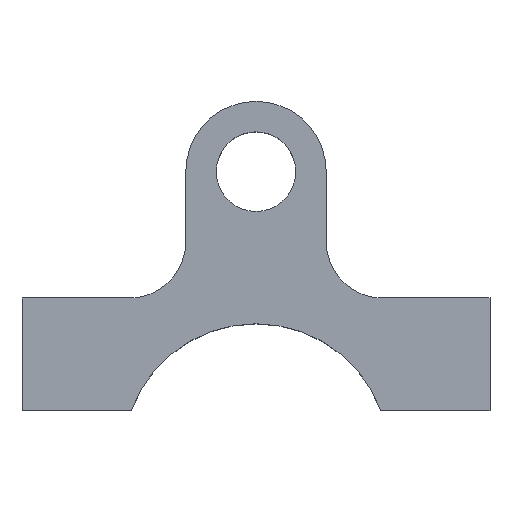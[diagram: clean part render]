
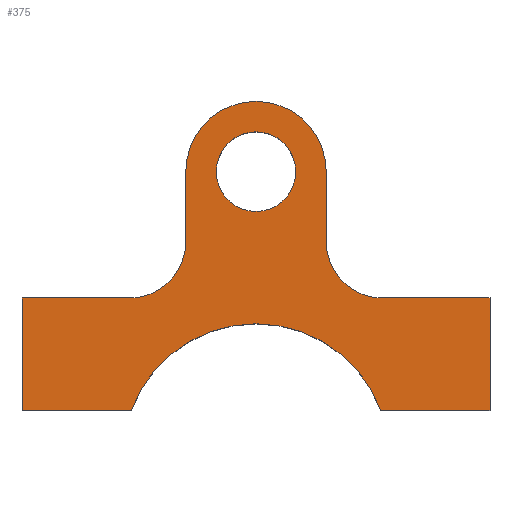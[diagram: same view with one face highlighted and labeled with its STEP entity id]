
A CAD part, top view. The second image highlights one B-rep face of the part: STEP entity #375.
In plain terms, the highlighted planar face has unit normal (0, 0, 1).
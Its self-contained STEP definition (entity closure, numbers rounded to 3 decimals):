
#2 = CARTESIAN_POINT ( 'NONE',  ( 20.75, 13.5, 15. ) ) ;
#5 = EDGE_LOOP ( 'NONE', ( #368, #697, #340, #618, #562, #451, #265, #328, #588, #715, #521, #39 ) ) ;
#7 = DIRECTION ( 'NONE',  ( 1., 0., 0. ) ) ;
#8 = VERTEX_POINT ( 'NONE', #565 ) ;
#9 = FACE_OUTER_BOUND ( 'NONE', #5, .T. ) ;
#10 = CARTESIAN_POINT ( 'NONE',  ( -4.988, -12., 15. ) ) ;
#17 = VECTOR ( 'NONE', #551, 1000. ) ;
#20 = DIRECTION ( 'NONE',  ( -1., 0., 0. ) ) ;
#26 = DIRECTION ( 'NONE',  ( 0., 0., -1. ) ) ;
#36 = CIRCLE ( 'NONE', #49, 4.25 ) ;
#39 = ORIENTED_EDGE ( 'NONE', *, *, #449, .T. ) ;
#46 = CARTESIAN_POINT ( 'NONE',  ( 25., 13.5, 15. ) ) ;
#49 = AXIS2_PLACEMENT_3D ( 'NONE', #46, #721, #392 ) ;
#50 = EDGE_CURVE ( 'NONE', #194, #616, #331, .T. ) ;
#62 = CARTESIAN_POINT ( 'NONE',  ( 50., -12., 15. ) ) ;
#68 = VERTEX_POINT ( 'NONE', #677 ) ;
#73 = CARTESIAN_POINT ( 'NONE',  ( 50., 0., 15. ) ) ;
#77 = CIRCLE ( 'NONE', #455, 14.25 ) ;
#81 = DIRECTION ( 'NONE',  ( -1., 0., 0. ) ) ;
#91 = PLANE ( 'NONE',  #373 ) ;
#92 = EDGE_CURVE ( 'NONE', #616, #625, #77, .T. ) ;
#98 = VERTEX_POINT ( 'NONE', #293 ) ;
#101 = CARTESIAN_POINT ( 'NONE',  ( 0., 0., 15. ) ) ;
#103 = DIRECTION ( 'NONE',  ( 0., -1., 0. ) ) ;
#113 = EDGE_CURVE ( 'NONE', #625, #168, #563, .T. ) ;
#119 = AXIS2_PLACEMENT_3D ( 'NONE', #712, #384, #207 ) ;
#127 = VECTOR ( 'NONE', #422, 1000. ) ;
#168 = VERTEX_POINT ( 'NONE', #62 ) ;
#176 = VERTEX_POINT ( 'NONE', #463 ) ;
#177 = DIRECTION ( 'NONE',  ( 1., 0., 0. ) ) ;
#180 = DIRECTION ( 'NONE',  ( 0., 0., -1. ) ) ;
#181 = CARTESIAN_POINT ( 'NONE',  ( 38.344, -12., 15. ) ) ;
#185 = ORIENTED_EDGE ( 'NONE', *, *, #661, .T. ) ;
#190 = AXIS2_PLACEMENT_3D ( 'NONE', #541, #26, #20 ) ;
#194 = VERTEX_POINT ( 'NONE', #469 ) ;
#201 = LINE ( 'NONE', #271, #307 ) ;
#206 = DIRECTION ( 'NONE',  ( 0., 0., 1. ) ) ;
#207 = DIRECTION ( 'NONE',  ( -1., 0., 0. ) ) ;
#213 = EDGE_CURVE ( 'NONE', #68, #379, #675, .T. ) ;
#232 = VECTOR ( 'NONE', #622, 1000. ) ;
#236 = VECTOR ( 'NONE', #177, 1000. ) ;
#238 = AXIS2_PLACEMENT_3D ( 'NONE', #592, #303, #81 ) ;
#239 = CARTESIAN_POINT ( 'NONE',  ( 25., -17., 15. ) ) ;
#265 = ORIENTED_EDGE ( 'NONE', *, *, #525, .T. ) ;
#269 = AXIS2_PLACEMENT_3D ( 'NONE', #350, #352, #7 ) ;
#271 = CARTESIAN_POINT ( 'NONE',  ( 17.5, 13.5, 15. ) ) ;
#283 = EDGE_CURVE ( 'NONE', #555, #98, #567, .T. ) ;
#290 = EDGE_CURVE ( 'NONE', #176, #68, #578, .T. ) ;
#291 = CARTESIAN_POINT ( 'NONE',  ( 0., 0., 15. ) ) ;
#293 = CARTESIAN_POINT ( 'NONE',  ( 11.5, 0., 15. ) ) ;
#296 = LINE ( 'NONE', #603, #354 ) ;
#303 = DIRECTION ( 'NONE',  ( 0., 0., -1. ) ) ;
#306 = ORIENTED_EDGE ( 'NONE', *, *, #552, .T. ) ;
#307 = VECTOR ( 'NONE', #103, 1000. ) ;
#323 = DIRECTION ( 'NONE',  ( 1., 0., 0. ) ) ;
#328 = ORIENTED_EDGE ( 'NONE', *, *, #385, .F. ) ;
#329 = LINE ( 'NONE', #291, #672 ) ;
#331 = LINE ( 'NONE', #519, #232 ) ;
#340 = ORIENTED_EDGE ( 'NONE', *, *, #113, .T. ) ;
#350 = CARTESIAN_POINT ( 'NONE',  ( 25., 13.5, 15. ) ) ;
#352 = DIRECTION ( 'NONE',  ( 0., 0., -1. ) ) ;
#354 = VECTOR ( 'NONE', #660, 1000. ) ;
#367 = CIRCLE ( 'NONE', #269, 4.25 ) ;
#368 = ORIENTED_EDGE ( 'NONE', *, *, #50, .T. ) ;
#373 = AXIS2_PLACEMENT_3D ( 'NONE', #493, #206, #323 ) ;
#375 = ADVANCED_FACE ( 'NONE', ( #435, #9 ), #91, .T. ) ;
#379 = VERTEX_POINT ( 'NONE', #553 ) ;
#380 = CIRCLE ( 'NONE', #119, 7.5 ) ;
#384 = DIRECTION ( 'NONE',  ( 0., 0., -1. ) ) ;
#385 = EDGE_CURVE ( 'NONE', #8, #689, #380, .T. ) ;
#392 = DIRECTION ( 'NONE',  ( 1., 0., 0. ) ) ;
#395 = CARTESIAN_POINT ( 'NONE',  ( 29.25, 13.5, 15. ) ) ;
#421 = DIRECTION ( 'NONE',  ( -1., 0., 0. ) ) ;
#422 = DIRECTION ( 'NONE',  ( -1., 0., 0. ) ) ;
#426 = EDGE_CURVE ( 'NONE', #168, #176, #467, .T. ) ;
#435 = FACE_BOUND ( 'NONE', #644, .T. ) ;
#449 = EDGE_CURVE ( 'NONE', #513, #194, #296, .T. ) ;
#451 = ORIENTED_EDGE ( 'NONE', *, *, #213, .T. ) ;
#455 = AXIS2_PLACEMENT_3D ( 'NONE', #239, #180, #633 ) ;
#463 = CARTESIAN_POINT ( 'NONE',  ( 50., 0., 15. ) ) ;
#467 = LINE ( 'NONE', #608, #17 ) ;
#469 = CARTESIAN_POINT ( 'NONE',  ( 0., -12., 15. ) ) ;
#493 = CARTESIAN_POINT ( 'NONE',  ( 11.5, 6., 15. ) ) ;
#494 = EDGE_CURVE ( 'NONE', #8, #555, #201, .T. ) ;
#507 = CARTESIAN_POINT ( 'NONE',  ( 32.5, 6., 15. ) ) ;
#510 = VECTOR ( 'NONE', #611, 1000. ) ;
#513 = VERTEX_POINT ( 'NONE', #101 ) ;
#519 = CARTESIAN_POINT ( 'NONE',  ( -4.988, -12., 15. ) ) ;
#521 = ORIENTED_EDGE ( 'NONE', *, *, #602, .T. ) ;
#525 = EDGE_CURVE ( 'NONE', #379, #689, #654, .T. ) ;
#531 = CARTESIAN_POINT ( 'NONE',  ( 11.656, -12., 15. ) ) ;
#541 = CARTESIAN_POINT ( 'NONE',  ( 38.5, 6., 15. ) ) ;
#551 = DIRECTION ( 'NONE',  ( 0., 1., 0. ) ) ;
#552 = EDGE_CURVE ( 'NONE', #596, #585, #36, .T. ) ;
#553 = CARTESIAN_POINT ( 'NONE',  ( 32.5, 6., 15. ) ) ;
#555 = VERTEX_POINT ( 'NONE', #719 ) ;
#562 = ORIENTED_EDGE ( 'NONE', *, *, #290, .T. ) ;
#563 = LINE ( 'NONE', #10, #236 ) ;
#565 = CARTESIAN_POINT ( 'NONE',  ( 17.5, 13.5, 15. ) ) ;
#567 = CIRCLE ( 'NONE', #238, 6. ) ;
#578 = LINE ( 'NONE', #73, #127 ) ;
#584 = CARTESIAN_POINT ( 'NONE',  ( 32.5, 13.5, 15. ) ) ;
#585 = VERTEX_POINT ( 'NONE', #395 ) ;
#588 = ORIENTED_EDGE ( 'NONE', *, *, #494, .T. ) ;
#592 = CARTESIAN_POINT ( 'NONE',  ( 11.5, 6., 15. ) ) ;
#596 = VERTEX_POINT ( 'NONE', #2 ) ;
#602 = EDGE_CURVE ( 'NONE', #98, #513, #329, .T. ) ;
#603 = CARTESIAN_POINT ( 'NONE',  ( 0., 0., 15. ) ) ;
#608 = CARTESIAN_POINT ( 'NONE',  ( 50., -14., 15. ) ) ;
#611 = DIRECTION ( 'NONE',  ( 0., 1., 0. ) ) ;
#616 = VERTEX_POINT ( 'NONE', #531 ) ;
#618 = ORIENTED_EDGE ( 'NONE', *, *, #426, .T. ) ;
#622 = DIRECTION ( 'NONE',  ( 1., 0., 0. ) ) ;
#625 = VERTEX_POINT ( 'NONE', #181 ) ;
#633 = DIRECTION ( 'NONE',  ( -1., 0., 0. ) ) ;
#644 = EDGE_LOOP ( 'NONE', ( #185, #306 ) ) ;
#654 = LINE ( 'NONE', #507, #510 ) ;
#660 = DIRECTION ( 'NONE',  ( 0., -1., 0. ) ) ;
#661 = EDGE_CURVE ( 'NONE', #585, #596, #367, .T. ) ;
#672 = VECTOR ( 'NONE', #421, 1000. ) ;
#675 = CIRCLE ( 'NONE', #190, 6. ) ;
#677 = CARTESIAN_POINT ( 'NONE',  ( 38.5, 0., 15. ) ) ;
#689 = VERTEX_POINT ( 'NONE', #584 ) ;
#697 = ORIENTED_EDGE ( 'NONE', *, *, #92, .T. ) ;
#712 = CARTESIAN_POINT ( 'NONE',  ( 25., 13.5, 15. ) ) ;
#715 = ORIENTED_EDGE ( 'NONE', *, *, #283, .T. ) ;
#719 = CARTESIAN_POINT ( 'NONE',  ( 17.5, 6., 15. ) ) ;
#721 = DIRECTION ( 'NONE',  ( 0., 0., -1. ) ) ;
